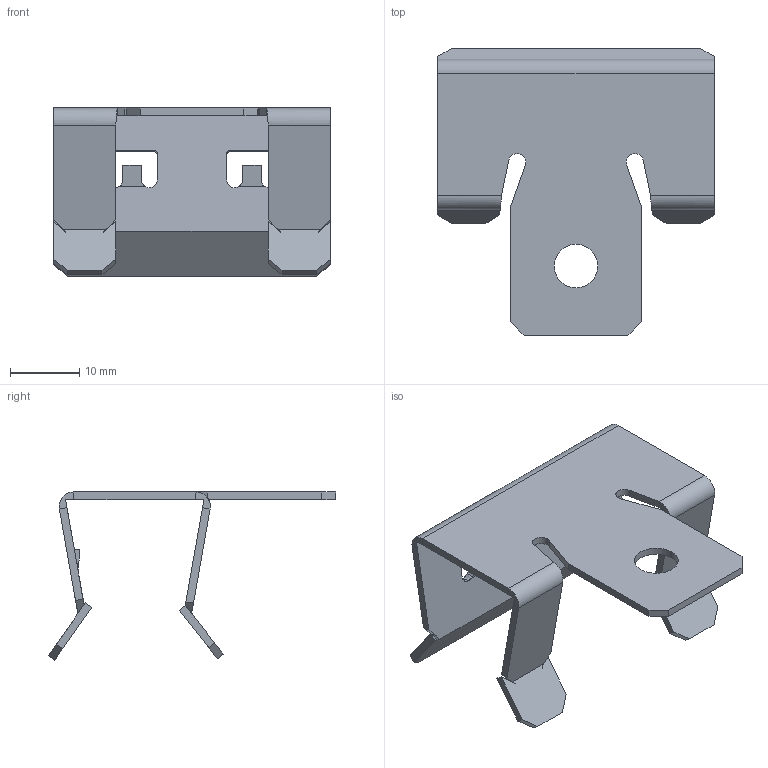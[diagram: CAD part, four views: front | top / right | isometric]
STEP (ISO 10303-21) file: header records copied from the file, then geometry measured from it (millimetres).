
FILE_DESCRIPTION (( 'STEP AP214' ), '1' );
FILE_NAME ('1488267.STEP', '2025-08-14T09:03:30', ( '' ), ( '' ), 'SwSTEP 2.0', 'SolidWorks 2024', '' );
FILE_SCHEMA (( 'AUTOMOTIVE_DESIGN' ));
Length unit declared in the file: millimetre
Products named in the file (1): 1488267
Bounding box: 40 x 41.46 x 24.28 mm (x, y, z)
Volume: 2681.1 mm3; surface area: 5427.1 mm2
Topology: 1 solids, 1 shells, 128 faces, 363 edges, 237 vertices
Faces by surface type: plane 96, cylinder 20, bspline 12
Entity records: 4460 total; most frequent: CARTESIAN_POINT 1251, ORIENTED_EDGE 726, DIRECTION 563, EDGE_CURVE 363, VECTOR 253, LINE 253, VERTEX_POINT 237, AXIS2_PLACEMENT_3D 155
